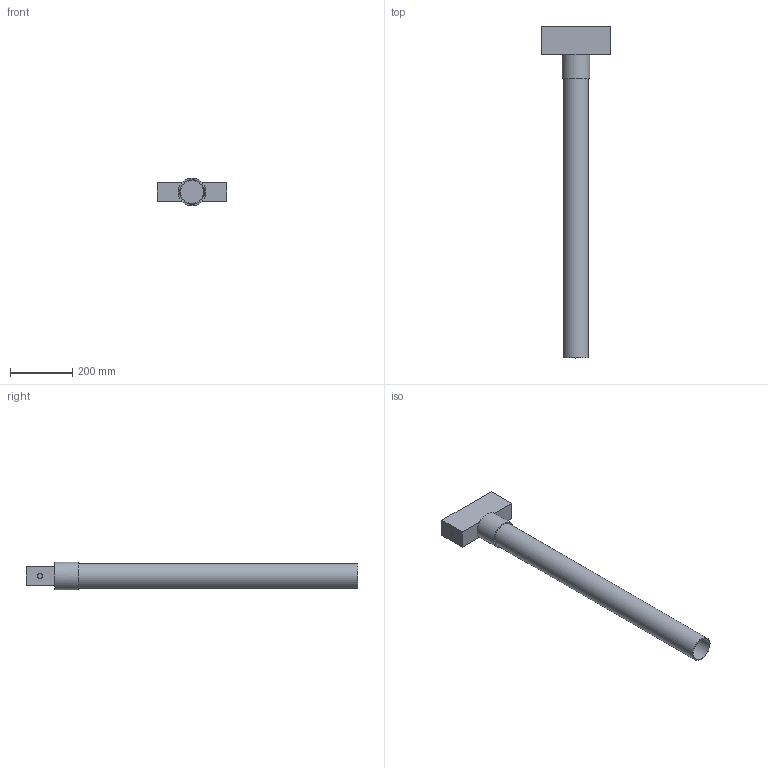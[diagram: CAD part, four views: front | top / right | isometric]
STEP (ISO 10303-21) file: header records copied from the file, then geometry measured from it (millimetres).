
FILE_DESCRIPTION(/* description */ (''),/* implementation_level */ '2;1');
FILE_NAME(/* name */ 'outer part v10.step',/* time_stamp */ '2023-12-15T18:47:31+05:30',/* author */ (''),/* organization */ (''),/* preprocessor_version */ 'ST-DEVELOPER v20',/* originating_system */ 'Autodesk Translation Framework v12.14.0.127',/* authorisation */ '');
FILE_SCHEMA (('AUTOMOTIVE_DESIGN { 1 0 10303 214 3 1 1 }'));
Length unit declared in the file: millimetre
Products named in the file (4): outer part; Component1; Component2; Component3
Assembly tree (3 placements, depth 2):
  outer part
    Component1
    Component2
    Component3
Bounding box: 225 x 1068 x 90 mm (x, y, z)
Volume: 2021580.4 mm3; surface area: 564723.8 mm2
Topology: 1 solids, 1 shells, 23 faces, 48 edges, 31 vertices
Faces by surface type: plane 15, cylinder 8
Full cylindrical faces by diameter (mm): 15 x2, 20 x1, 45.118 x2, 75 x1, 80 x1, 90 x1
Entity records: 828 total; most frequent: CARTESIAN_POINT 211, DIRECTION 119, ORIENTED_EDGE 96, EDGE_CURVE 48, AXIS2_PLACEMENT_3D 47, EDGE_LOOP 31, VERTEX_POINT 31, LINE 25
